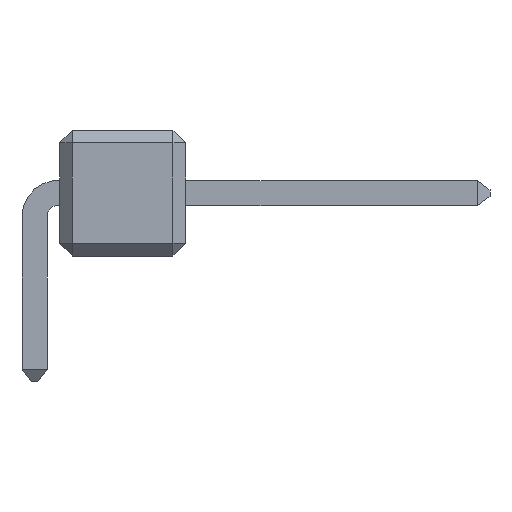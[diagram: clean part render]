
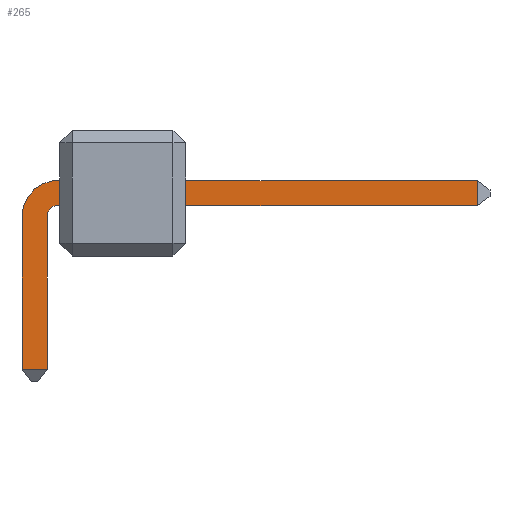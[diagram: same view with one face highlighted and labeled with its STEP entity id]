
A CAD part, left-side view. The second image highlights one B-rep face of the part: STEP entity #265.
In plain terms, the highlighted planar face has unit normal (-1, 0, 0).
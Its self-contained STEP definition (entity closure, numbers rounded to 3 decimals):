
#265=ADVANCED_FACE('',(#897),#899,.T.);
#897=FACE_BOUND('',#898,.T.);
#898=EDGE_LOOP('',(#2422,#2423,#2424,#2425,#2426,#2427,#2428,#2429,#2430,#2431,#2432,
#2433,#2434,#2435,#2436,#2437,#2438,#2439));
#899=PLANE('',#900);
#900=AXIS2_PLACEMENT_3D('',#901,#902,#903);
#901=CARTESIAN_POINT('',(-2.794,0.,0.));
#902=DIRECTION('',(-1.,0.,0.));
#903=DIRECTION('',(0.,0.,1.));
#2422=ORIENTED_EDGE('',*,*,#3479,.T.);
#2423=ORIENTED_EDGE('',*,*,#3480,.T.);
#2424=ORIENTED_EDGE('',*,*,#3481,.T.);
#2425=ORIENTED_EDGE('',*,*,#3482,.T.);
#2426=ORIENTED_EDGE('',*,*,#3483,.T.);
#2427=ORIENTED_EDGE('',*,*,#3484,.T.);
#2428=ORIENTED_EDGE('',*,*,#3485,.T.);
#2429=ORIENTED_EDGE('',*,*,#3486,.T.);
#2430=ORIENTED_EDGE('',*,*,#3487,.T.);
#2431=ORIENTED_EDGE('',*,*,#3488,.T.);
#2432=ORIENTED_EDGE('',*,*,#3489,.T.);
#2433=ORIENTED_EDGE('',*,*,#3490,.T.);
#2434=ORIENTED_EDGE('',*,*,#3491,.T.);
#2435=ORIENTED_EDGE('',*,*,#3492,.T.);
#2436=ORIENTED_EDGE('',*,*,#3493,.T.);
#2437=ORIENTED_EDGE('',*,*,#3494,.T.);
#2438=ORIENTED_EDGE('',*,*,#3495,.T.);
#2439=ORIENTED_EDGE('',*,*,#3496,.T.);
#3479=EDGE_CURVE('',#4263,#4264,#4265,.T.);
#3480=EDGE_CURVE('',#4264,#4266,#4267,.T.);
#3481=EDGE_CURVE('',#4266,#4268,#4269,.T.);
#3482=EDGE_CURVE('',#4268,#4270,#4271,.T.);
#3483=EDGE_CURVE('',#4270,#4272,#4273,.T.);
#3484=EDGE_CURVE('',#4272,#4274,#4275,.T.);
#3485=EDGE_CURVE('',#4274,#4276,#4277,.T.);
#3486=EDGE_CURVE('',#4276,#4278,#4279,.T.);
#3487=EDGE_CURVE('',#4278,#4280,#4281,.T.);
#3488=EDGE_CURVE('',#4280,#4282,#4283,.T.);
#3489=EDGE_CURVE('',#4282,#4284,#4285,.T.);
#3490=EDGE_CURVE('',#4284,#4286,#4287,.T.);
#3491=EDGE_CURVE('',#4286,#4288,#4289,.T.);
#3492=EDGE_CURVE('',#4288,#4290,#4291,.T.);
#3493=EDGE_CURVE('',#4290,#4292,#4293,.T.);
#3494=EDGE_CURVE('',#4292,#4294,#4295,.T.);
#3495=EDGE_CURVE('',#4294,#4296,#4297,.T.);
#3496=EDGE_CURVE('',#4296,#4263,#4298,.T.);
#4263=VERTEX_POINT('',#5347);
#4264=VERTEX_POINT('',#5348);
#4265=LINE('',#5349,#5350);
#4266=VERTEX_POINT('',#5352);
#4267=LINE('',#5353,#5354);
#4268=VERTEX_POINT('',#5356);
#4269=LINE('',#5357,#5358);
#4270=VERTEX_POINT('',#5360);
#4271=LINE('',#5361,#5362);
#4272=VERTEX_POINT('',#5364);
#4273=LINE('',#5365,#5366);
#4274=VERTEX_POINT('',#5368);
#4275=LINE('',#5369,#5370);
#4276=VERTEX_POINT('',#5372);
#4277=LINE('',#5373,#5374);
#4278=VERTEX_POINT('',#5376);
#4279=LINE('',#5377,#5378);
#4280=VERTEX_POINT('',#5380);
#4281=LINE('',#5381,#5382);
#4282=VERTEX_POINT('',#5384);
#4283=LINE('',#5385,#5386);
#4284=VERTEX_POINT('',#5388);
#4285=LINE('',#5389,#5390);
#4286=VERTEX_POINT('',#5392);
#4287=LINE('',#5393,#5394);
#4288=VERTEX_POINT('',#5396);
#4289=LINE('',#5397,#5398);
#4290=VERTEX_POINT('',#5400);
#4291=LINE('',#5401,#5402);
#4292=VERTEX_POINT('',#5404);
#4293=LINE('',#5405,#5406);
#4294=VERTEX_POINT('',#5408);
#4295=LINE('',#5409,#5410);
#4296=VERTEX_POINT('',#5412);
#4297=LINE('',#5413,#5414);
#4298=LINE('',#5416,#5417);
#5347=CARTESIAN_POINT('',(-2.794,-0.546,1.016));
#5348=CARTESIAN_POINT('',(-2.794,-8.941,1.016));
#5349=CARTESIAN_POINT('',(-2.794,-0.546,1.016));
#5350=VECTOR('',#5351,1.);
#5351=DIRECTION('',(0.,-1.,0.));
#5352=CARTESIAN_POINT('',(-2.794,-8.941,1.524));
#5353=CARTESIAN_POINT('',(-2.794,-8.941,1.016));
#5354=VECTOR('',#5355,1.);
#5355=DIRECTION('',(0.,0.,1.));
#5356=CARTESIAN_POINT('',(-2.794,-0.546,1.524));
#5357=CARTESIAN_POINT('',(-2.794,-8.941,1.524));
#5358=VECTOR('',#5359,1.);
#5359=DIRECTION('',(0.,1.,0.));
#5360=CARTESIAN_POINT('',(-2.794,-0.353,1.515));
#5361=CARTESIAN_POINT('',(-2.794,-0.546,1.524));
#5362=VECTOR('',#5363,1.);
#5363=DIRECTION('',(0.,0.999,-0.045));
#5364=CARTESIAN_POINT('',(-2.794,-0.169,1.457));
#5365=CARTESIAN_POINT('',(-2.794,-0.353,1.515));
#5366=VECTOR('',#5367,1.);
#5367=DIRECTION('',(0.,0.953,-0.302));
#5368=CARTESIAN_POINT('',(-2.794,-0.007,1.353));
#5369=CARTESIAN_POINT('',(-2.794,-0.169,1.457));
#5370=VECTOR('',#5371,1.);
#5371=DIRECTION('',(0.,0.843,-0.538));
#5372=CARTESIAN_POINT('',(-2.794,0.124,1.211));
#5373=CARTESIAN_POINT('',(-2.794,-0.007,1.353));
#5374=VECTOR('',#5375,1.);
#5375=DIRECTION('',(0.,0.675,-0.738));
#5376=CARTESIAN_POINT('',(-2.794,0.212,1.04));
#5377=CARTESIAN_POINT('',(-2.794,0.124,1.211));
#5378=VECTOR('',#5379,1.);
#5379=DIRECTION('',(0.,0.461,-0.888));
#5380=CARTESIAN_POINT('',(-2.794,0.254,0.851));
#5381=CARTESIAN_POINT('',(-2.794,0.212,1.04));
#5382=VECTOR('',#5383,1.);
#5383=DIRECTION('',(0.,0.215,-0.977));
#5384=CARTESIAN_POINT('',(-2.794,0.254,-2.286));
#5385=CARTESIAN_POINT('',(-2.794,0.254,0.851));
#5386=VECTOR('',#5387,1.);
#5387=DIRECTION('',(0.,0.,-1.));
#5388=CARTESIAN_POINT('',(-2.794,-0.254,-2.286));
#5389=CARTESIAN_POINT('',(-2.794,0.254,-2.286));
#5390=VECTOR('',#5391,1.);
#5391=DIRECTION('',(0.,-1.,0.));
#5392=CARTESIAN_POINT('',(-2.794,-0.254,0.851));
#5393=CARTESIAN_POINT('',(-2.794,-0.254,-2.286));
#5394=VECTOR('',#5395,1.);
#5395=DIRECTION('',(0.,0.,1.));
#5396=CARTESIAN_POINT('',(-2.794,-0.278,0.908));
#5397=CARTESIAN_POINT('',(-2.794,-0.254,0.851));
#5398=VECTOR('',#5399,1.);
#5399=DIRECTION('',(0.,-0.391,0.92));
#5400=CARTESIAN_POINT('',(-2.794,-0.316,0.957));
#5401=CARTESIAN_POINT('',(-2.794,-0.278,0.908));
#5402=VECTOR('',#5403,1.);
#5403=DIRECTION('',(0.,-0.616,0.788));
#5404=CARTESIAN_POINT('',(-2.794,-0.366,0.994));
#5405=CARTESIAN_POINT('',(-2.794,-0.316,0.957));
#5406=VECTOR('',#5407,1.);
#5407=DIRECTION('',(0.,-0.799,0.601));
#5408=CARTESIAN_POINT('',(-2.794,-0.423,1.017));
#5409=CARTESIAN_POINT('',(-2.794,-0.366,0.994));
#5410=VECTOR('',#5411,1.);
#5411=DIRECTION('',(0.,-0.927,0.374));
#5412=CARTESIAN_POINT('',(-2.794,-0.485,1.025));
#5413=CARTESIAN_POINT('',(-2.794,-0.423,1.017));
#5414=VECTOR('',#5415,1.);
#5415=DIRECTION('',(0.,-0.993,0.121));
#5416=CARTESIAN_POINT('',(-2.794,-0.485,1.025));
#5417=VECTOR('',#5418,1.);
#5418=DIRECTION('',(0.,-0.99,-0.14));
